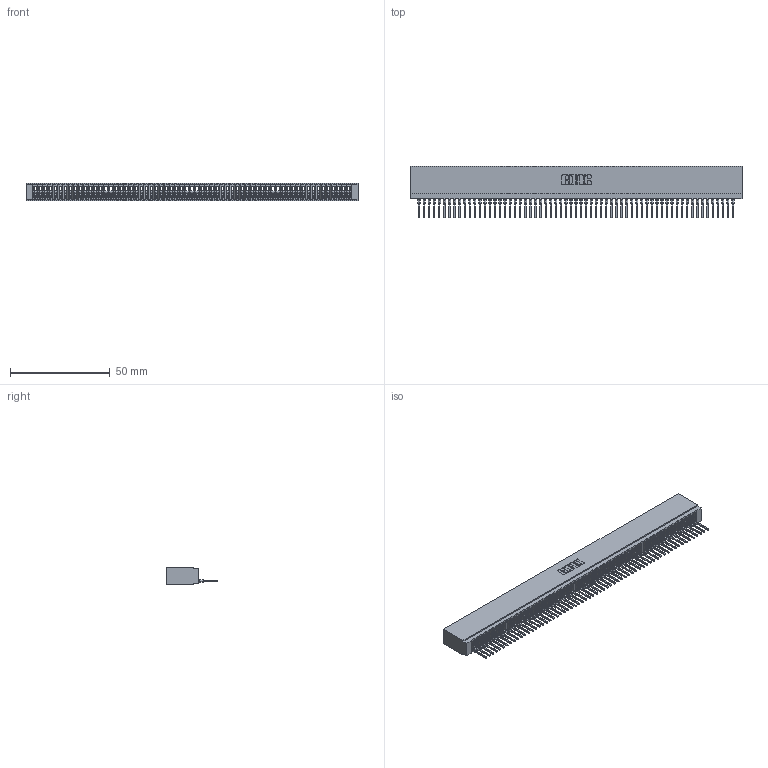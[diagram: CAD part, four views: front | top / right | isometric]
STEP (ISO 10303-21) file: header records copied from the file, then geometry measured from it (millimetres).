
FILE_DESCRIPTION (( 'STEP AP203' ), '1' );
FILE_NAME ('745-063-522-101.STEP', '2026-02-26T00:07:47', ( '' ), ( '' ), 'SwSTEP 2.0', 'SolidWorks 2023', '' );
FILE_SCHEMA (( 'CONFIG_CONTROL_DESIGN' ));
Length unit declared in the file: millimetre
Products named in the file (3): 745-292-001_522; 745-063-522-101; 745 Part_Insulator Option - 01
Assembly tree (64 placements, depth 2):
  745-063-522-101
    745 Part_Insulator Option - 01
    745-292-001_522  x63
Bounding box: 166.62 x 25.92 x 8.89 mm (x, y, z)
Volume: 14328.7 mm3; surface area: 27274.7 mm2
Topology: 64 solids, 64 shells, 7151 faces, 19662 edges, 12394 vertices
Faces by surface type: plane 4276, bspline 1260, cylinder 1237, torus 378
Entity records: 101179 total; most frequent: CARTESIAN_POINT 18332, ORIENTED_EDGE 17872, DIRECTION 15468, EDGE_CURVE 8936, VECTOR 8376, LINE 8376, VERTEX_POINT 5698, AXIS2_PLACEMENT_3D 3546
